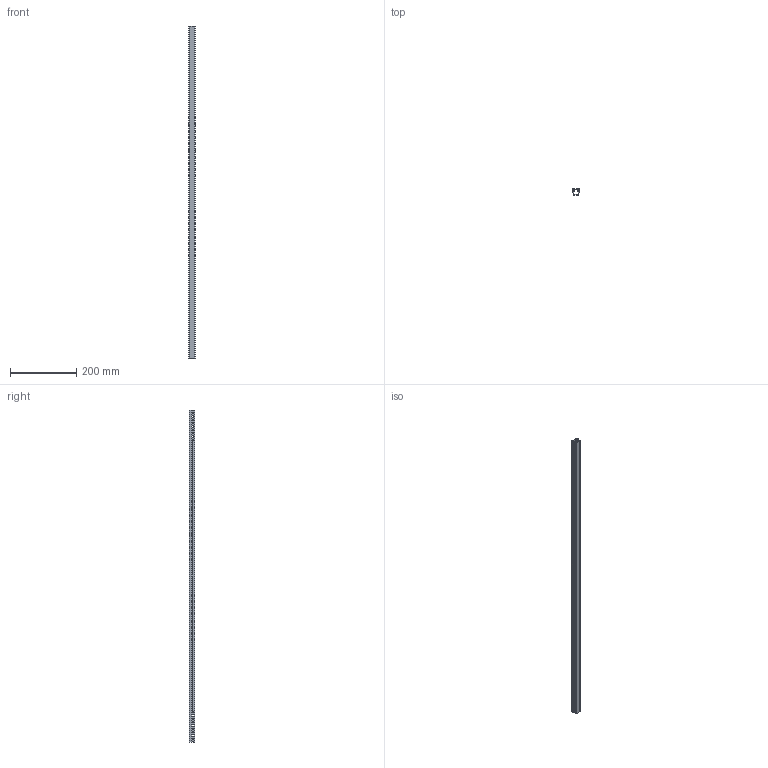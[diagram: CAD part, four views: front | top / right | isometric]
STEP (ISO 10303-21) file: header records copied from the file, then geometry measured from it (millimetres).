
FILE_DESCRIPTION (( 'STEP AP214' ), '1' );
FILE_NAME ('6178001.STEP', '2025-04-07T09:15:11', ( '' ), ( '' ), 'SwSTEP 2.0', 'SolidWorks 2024', '' );
FILE_SCHEMA (( 'AUTOMOTIVE_DESIGN' ));
Length unit declared in the file: millimetre
Products named in the file (3): 6178001; BKS 05.002-026; BKS 05.004-065
Assembly tree (2 placements, depth 2):
  6178001
    BKS 05.002-026
    BKS 05.004-065
Bounding box: 20.2 x 17.1 x 1000 mm (x, y, z)
Volume: 96189.9 mm3; surface area: 186741.8 mm2
Topology: 2 solids, 2 shells, 1147 faces, 3277 edges, 2134 vertices
Faces by surface type: plane 678, cylinder 469
Entity records: 37421 total; most frequent: CARTESIAN_POINT 6563, ORIENTED_EDGE 6554, DIRECTION 6519, EDGE_CURVE 3277, LINE 2339, VECTOR 2339, VERTEX_POINT 2134, AXIS2_PLACEMENT_3D 2090
